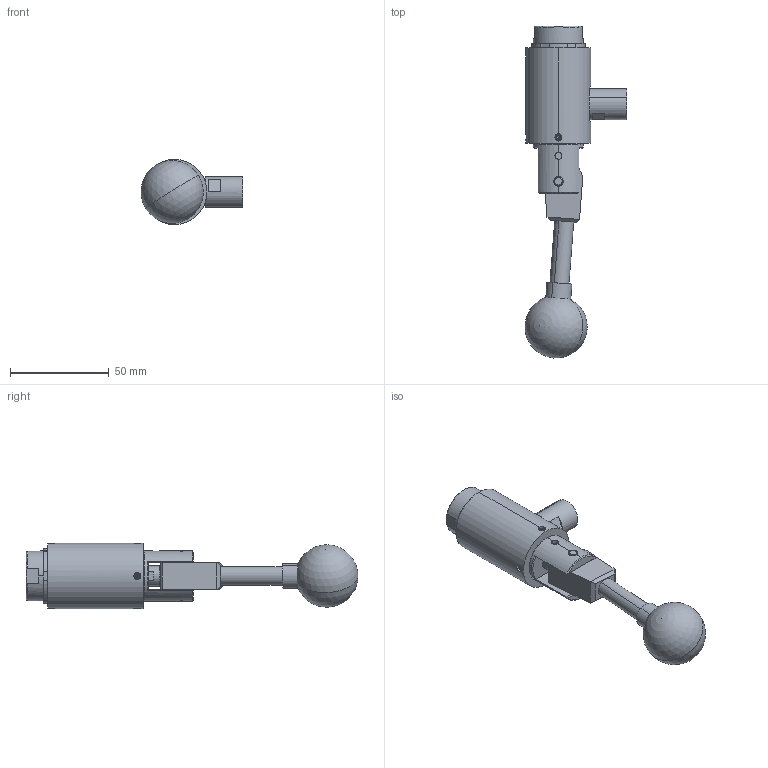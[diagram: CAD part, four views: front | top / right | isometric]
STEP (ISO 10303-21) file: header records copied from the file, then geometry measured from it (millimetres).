
FILE_DESCRIPTION (( 'STEP AP214' ), '1' );
FILE_NAME ('CTSC-003968.STEP', '2025-05-05T18:27:24', ( '' ), ( '' ), 'SwSTEP 2.0', 'SolidWorks 2023', '' );
FILE_SCHEMA (( 'AUTOMOTIVE_DESIGN' ));
Length unit declared in the file: inch
Products named in the file (1): CTSC-003968
Bounding box: 51.76 x 168.5 x 33.02 mm (x, y, z)
Volume: 73245.7 mm3; surface area: 29842.2 mm2
Topology: 14 solids, 15 shells, 532 faces, 1293 edges, 785 vertices
Faces by surface type: cylinder 217, plane 173, cone 121, bspline 15, torus 4, sphere 2
Entity records: 32090 total; most frequent: CARTESIAN_POINT 13568, ORIENTED_EDGE 2524, DIRECTION 2276, EDGE_CURVE 1262, AXIS2_PLACEMENT_3D 869, VERTEX_POINT 782, EDGE_LOOP 588, LINE 538
